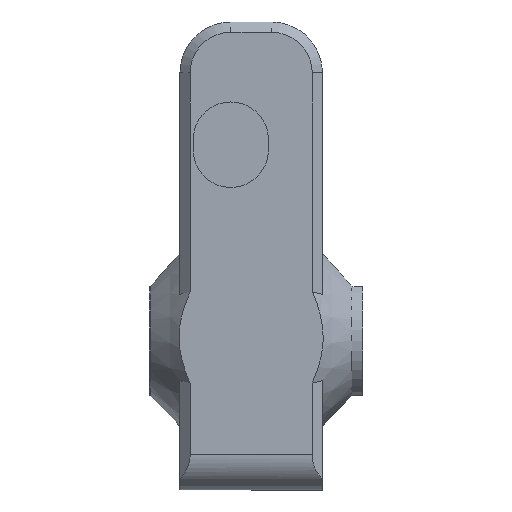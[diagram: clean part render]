
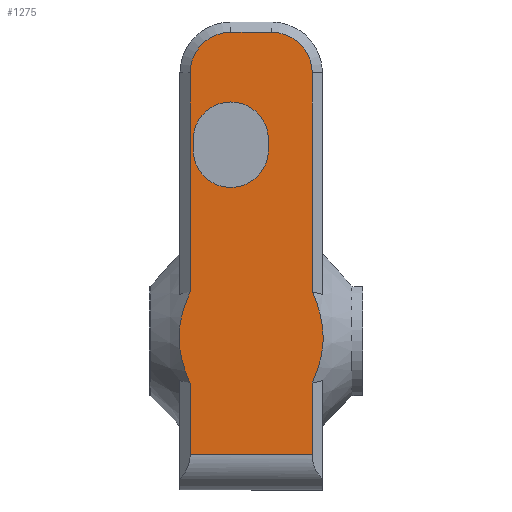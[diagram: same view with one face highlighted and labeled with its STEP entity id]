
A CAD part, front view. The second image highlights one B-rep face of the part: STEP entity #1275.
In plain terms, the highlighted planar face has unit normal (0, -1, 0).
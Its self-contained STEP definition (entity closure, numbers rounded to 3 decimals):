
#18=FACE_BOUND('',#211,.T.);
#39=(
BOUNDED_CURVE()
B_SPLINE_CURVE(2,(#2158,#2159,#2160),.UNSPECIFIED.,.F.,.F.)
B_SPLINE_CURVE_WITH_KNOTS((3,3),(1.146,1.482),
 .UNSPECIFIED.)
CURVE()
GEOMETRIC_REPRESENTATION_ITEM()
RATIONAL_B_SPLINE_CURVE((1.327,1.338,1.327))
REPRESENTATION_ITEM('')
);
#40=(
BOUNDED_CURVE()
B_SPLINE_CURVE(2,(#2161,#2162,#2163),.UNSPECIFIED.,.F.,.F.)
B_SPLINE_CURVE_WITH_KNOTS((3,3),(-1.943,-1.482),
 .UNSPECIFIED.)
CURVE()
GEOMETRIC_REPRESENTATION_ITEM()
RATIONAL_B_SPLINE_CURVE((1.256,1.312,1.327))
REPRESENTATION_ITEM('')
);
#42=(
BOUNDED_CURVE()
B_SPLINE_CURVE(2,(#2169,#2170,#2171),.UNSPECIFIED.,.F.,.F.)
B_SPLINE_CURVE_WITH_KNOTS((3,3),(-1.146,-0.685),
 .UNSPECIFIED.)
CURVE()
GEOMETRIC_REPRESENTATION_ITEM()
RATIONAL_B_SPLINE_CURVE((1.327,1.312,1.256))
REPRESENTATION_ITEM('')
);
#44=(
BOUNDED_CURVE()
B_SPLINE_CURVE(2,(#2179,#2180,#2181),.UNSPECIFIED.,.F.,.F.)
B_SPLINE_CURVE_WITH_KNOTS((3,3),(-1.146,-0.685),
 .UNSPECIFIED.)
CURVE()
GEOMETRIC_REPRESENTATION_ITEM()
RATIONAL_B_SPLINE_CURVE((1.327,1.312,1.256))
REPRESENTATION_ITEM('')
);
#45=(
BOUNDED_CURVE()
B_SPLINE_CURVE(2,(#2183,#2184,#2185),.UNSPECIFIED.,.F.,.F.)
B_SPLINE_CURVE_WITH_KNOTS((3,3),(1.146,1.482),
 .UNSPECIFIED.)
CURVE()
GEOMETRIC_REPRESENTATION_ITEM()
RATIONAL_B_SPLINE_CURVE((1.327,1.338,1.327))
REPRESENTATION_ITEM('')
);
#46=(
BOUNDED_CURVE()
B_SPLINE_CURVE(2,(#2186,#2187,#2188),.UNSPECIFIED.,.F.,.F.)
B_SPLINE_CURVE_WITH_KNOTS((3,3),(-1.943,-1.482),
 .UNSPECIFIED.)
CURVE()
GEOMETRIC_REPRESENTATION_ITEM()
RATIONAL_B_SPLINE_CURVE((1.256,1.312,1.327))
REPRESENTATION_ITEM('')
);
#74=PLANE('',#1423);
#139=FACE_OUTER_BOUND('',#210,.T.);
#210=EDGE_LOOP('',(#1117,#1118,#1119,#1120,#1121,#1122,#1123,#1124,#1125,
#1126,#1127,#1128,#1129,#1130));
#211=EDGE_LOOP('',(#1131,#1132,#1133,#1134));
#290=LINE('',#2061,#394);
#292=LINE('',#2072,#396);
#295=LINE('',#2085,#399);
#298=LINE('',#2093,#402);
#300=LINE('',#2103,#404);
#301=LINE('',#2106,#405);
#314=LINE('',#2202,#418);
#318=LINE('',#2212,#422);
#394=VECTOR('',#1670,10.);
#396=VECTOR('',#1682,10.);
#399=VECTOR('',#1691,10.);
#402=VECTOR('',#1700,10.);
#404=VECTOR('',#1708,10.);
#405=VECTOR('',#1711,10.);
#418=VECTOR('',#1762,10.);
#422=VECTOR('',#1774,10.);
#479=CIRCLE('',#1391,4.);
#480=CIRCLE('',#1394,4.);
#490=CIRCLE('',#1414,3.7);
#492=CIRCLE('',#1418,3.7);
#575=VERTEX_POINT('',#2052);
#578=VERTEX_POINT('',#2057);
#582=VERTEX_POINT('',#2071);
#585=VERTEX_POINT('',#2079);
#586=VERTEX_POINT('',#2083);
#587=VERTEX_POINT('',#2087);
#588=VERTEX_POINT('',#2091);
#589=VERTEX_POINT('',#2095);
#590=VERTEX_POINT('',#2099);
#591=VERTEX_POINT('',#2105);
#605=VERTEX_POINT('',#2156);
#606=VERTEX_POINT('',#2157);
#609=VERTEX_POINT('',#2178);
#610=VERTEX_POINT('',#2182);
#613=VERTEX_POINT('',#2193);
#614=VERTEX_POINT('',#2195);
#616=VERTEX_POINT('',#2201);
#618=VERTEX_POINT('',#2207);
#740=EDGE_CURVE('',#578,#575,#290,.T.);
#745=EDGE_CURVE('',#575,#582,#292,.T.);
#751=EDGE_CURVE('',#586,#585,#295,.T.);
#753=EDGE_CURVE('',#587,#586,#479,.T.);
#755=EDGE_CURVE('',#588,#587,#298,.T.);
#757=EDGE_CURVE('',#589,#588,#480,.T.);
#759=EDGE_CURVE('',#590,#589,#300,.T.);
#760=EDGE_CURVE('',#582,#591,#301,.T.);
#781=EDGE_CURVE('',#605,#606,#39,.F.);
#782=EDGE_CURVE('',#578,#605,#40,.T.);
#785=EDGE_CURVE('',#606,#585,#42,.T.);
#788=EDGE_CURVE('',#609,#591,#44,.T.);
#789=EDGE_CURVE('',#610,#609,#45,.F.);
#790=EDGE_CURVE('',#590,#610,#46,.T.);
#793=EDGE_CURVE('',#614,#613,#490,.T.);
#796=EDGE_CURVE('',#616,#614,#314,.T.);
#799=EDGE_CURVE('',#618,#616,#492,.T.);
#802=EDGE_CURVE('',#613,#618,#318,.T.);
#1117=ORIENTED_EDGE('',*,*,#782,.T.);
#1118=ORIENTED_EDGE('',*,*,#781,.T.);
#1119=ORIENTED_EDGE('',*,*,#785,.T.);
#1120=ORIENTED_EDGE('',*,*,#751,.F.);
#1121=ORIENTED_EDGE('',*,*,#753,.F.);
#1122=ORIENTED_EDGE('',*,*,#755,.F.);
#1123=ORIENTED_EDGE('',*,*,#757,.F.);
#1124=ORIENTED_EDGE('',*,*,#759,.F.);
#1125=ORIENTED_EDGE('',*,*,#790,.T.);
#1126=ORIENTED_EDGE('',*,*,#789,.T.);
#1127=ORIENTED_EDGE('',*,*,#788,.T.);
#1128=ORIENTED_EDGE('',*,*,#760,.F.);
#1129=ORIENTED_EDGE('',*,*,#745,.F.);
#1130=ORIENTED_EDGE('',*,*,#740,.F.);
#1131=ORIENTED_EDGE('',*,*,#793,.T.);
#1132=ORIENTED_EDGE('',*,*,#802,.T.);
#1133=ORIENTED_EDGE('',*,*,#799,.T.);
#1134=ORIENTED_EDGE('',*,*,#796,.T.);
#1275=ADVANCED_FACE('',(#139,#18),#74,.T.);
#1391=AXIS2_PLACEMENT_3D('',#2089,#1695,#1696);
#1394=AXIS2_PLACEMENT_3D('',#2097,#1704,#1705);
#1414=AXIS2_PLACEMENT_3D('',#2196,#1756,#1757);
#1418=AXIS2_PLACEMENT_3D('',#2208,#1768,#1769);
#1423=AXIS2_PLACEMENT_3D('',#2217,#1782,#1783);
#1670=DIRECTION('',(0.,0.,-1.));
#1682=DIRECTION('',(-1.,0.,0.));
#1691=DIRECTION('',(0.,0.,-1.));
#1695=DIRECTION('center_axis',(0.,1.,0.));
#1696=DIRECTION('ref_axis',(0.707,0.,0.707));
#1700=DIRECTION('',(1.,0.,0.));
#1704=DIRECTION('center_axis',(0.,1.,0.));
#1705=DIRECTION('ref_axis',(-0.707,0.,0.707));
#1708=DIRECTION('',(0.,0.,1.));
#1711=DIRECTION('',(0.,0.,1.));
#1756=DIRECTION('center_axis',(0.,1.,0.));
#1757=DIRECTION('ref_axis',(1.,0.,0.));
#1762=DIRECTION('',(0.,0.,1.));
#1768=DIRECTION('center_axis',(0.,1.,0.));
#1769=DIRECTION('ref_axis',(-1.,0.,0.));
#1774=DIRECTION('',(0.,0.,-1.));
#1782=DIRECTION('center_axis',(0.,-1.,0.));
#1783=DIRECTION('ref_axis',(0.,0.,1.));
#2052=CARTESIAN_POINT('',(-11.575,-17.327,-11.5));
#2057=CARTESIAN_POINT('',(-11.575,-17.327,-4.482));
#2061=CARTESIAN_POINT('',(-11.575,-17.327,-1.75));
#2071=CARTESIAN_POINT('',(-23.575,-17.327,-11.5));
#2072=CARTESIAN_POINT('',(-10.575,-17.327,-11.5));
#2079=CARTESIAN_POINT('',(-11.575,-17.327,4.482));
#2083=CARTESIAN_POINT('',(-11.575,-17.327,26.));
#2085=CARTESIAN_POINT('',(-11.575,-17.327,-1.75));
#2087=CARTESIAN_POINT('',(-15.575,-17.327,30.));
#2089=CARTESIAN_POINT('Origin',(-15.575,-17.327,26.));
#2091=CARTESIAN_POINT('',(-19.575,-17.327,30.));
#2093=CARTESIAN_POINT('',(-10.575,-17.327,30.));
#2095=CARTESIAN_POINT('',(-23.575,-17.327,26.));
#2097=CARTESIAN_POINT('Origin',(-19.575,-17.327,26.));
#2099=CARTESIAN_POINT('',(-23.575,-17.327,4.482));
#2103=CARTESIAN_POINT('',(-23.575,-17.327,-1.75));
#2105=CARTESIAN_POINT('',(-23.575,-17.327,-4.482));
#2106=CARTESIAN_POINT('',(-23.575,-17.327,-1.75));
#2156=CARTESIAN_POINT('',(-10.575,-17.327,-1.135));
#2157=CARTESIAN_POINT('',(-10.575,-17.327,1.135));
#2158=CARTESIAN_POINT('Ctrl Pts',(-10.575,-17.327,1.135));
#2159=CARTESIAN_POINT('Ctrl Pts',(-10.43,-17.327,0.));
#2160=CARTESIAN_POINT('Ctrl Pts',(-10.575,-17.327,-1.135));
#2161=CARTESIAN_POINT('Ctrl Pts',(-11.575,-17.327,-4.482));
#2162=CARTESIAN_POINT('Ctrl Pts',(-10.777,-17.327,-2.72));
#2163=CARTESIAN_POINT('Ctrl Pts',(-10.575,-17.327,-1.135));
#2169=CARTESIAN_POINT('Ctrl Pts',(-10.575,-17.327,1.135));
#2170=CARTESIAN_POINT('Ctrl Pts',(-10.777,-17.327,2.72));
#2171=CARTESIAN_POINT('Ctrl Pts',(-11.575,-17.327,4.482));
#2178=CARTESIAN_POINT('',(-24.575,-17.327,-1.135));
#2179=CARTESIAN_POINT('Ctrl Pts',(-24.575,-17.327,-1.135));
#2180=CARTESIAN_POINT('Ctrl Pts',(-24.373,-17.327,-2.72));
#2181=CARTESIAN_POINT('Ctrl Pts',(-23.575,-17.327,-4.482));
#2182=CARTESIAN_POINT('',(-24.575,-17.327,1.135));
#2183=CARTESIAN_POINT('Ctrl Pts',(-24.575,-17.327,-1.135));
#2184=CARTESIAN_POINT('Ctrl Pts',(-24.72,-17.327,0.));
#2185=CARTESIAN_POINT('Ctrl Pts',(-24.575,-17.327,1.135));
#2186=CARTESIAN_POINT('Ctrl Pts',(-23.575,-17.327,4.482));
#2187=CARTESIAN_POINT('Ctrl Pts',(-24.373,-17.327,2.72));
#2188=CARTESIAN_POINT('Ctrl Pts',(-24.575,-17.327,1.135));
#2193=CARTESIAN_POINT('',(-15.875,-17.327,19.441));
#2195=CARTESIAN_POINT('',(-23.275,-17.327,19.441));
#2196=CARTESIAN_POINT('Origin',(-19.575,-17.327,19.441));
#2201=CARTESIAN_POINT('',(-23.275,-17.327,18.441));
#2202=CARTESIAN_POINT('',(-23.275,-17.327,3.471));
#2207=CARTESIAN_POINT('',(-15.875,-17.327,18.441));
#2208=CARTESIAN_POINT('Origin',(-19.575,-17.327,18.441));
#2212=CARTESIAN_POINT('',(-15.875,-17.327,3.971));
#2217=CARTESIAN_POINT('Origin',(-10.575,-17.327,-11.5));
